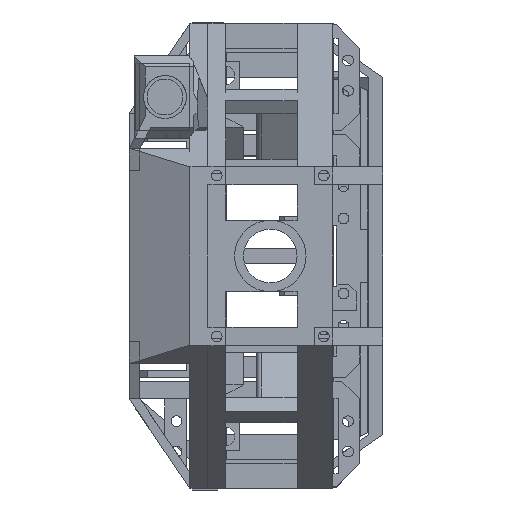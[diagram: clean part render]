
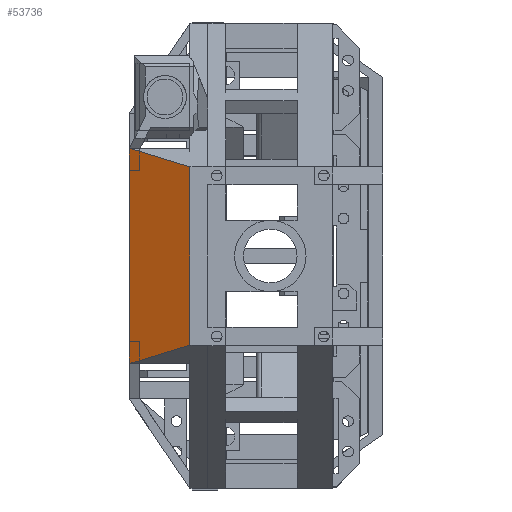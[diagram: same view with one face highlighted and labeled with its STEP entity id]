
A CAD part, left-side view. The second image highlights one B-rep face of the part: STEP entity #53736.
In plain terms, the highlighted planar face has unit normal (-0.894, 0.447, 0).
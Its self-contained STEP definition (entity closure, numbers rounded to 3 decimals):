
#1595=PLANE('',#56634);
#4011=FACE_OUTER_BOUND('',#6742,.T.);
#6742=EDGE_LOOP('',(#43329,#43330,#43331,#43332,#43333,#43334,#43335,#43336));
#11137=LINE('',#77194,#18580);
#11143=LINE('',#77206,#18586);
#11759=LINE('',#78415,#19202);
#11857=LINE('',#78606,#19300);
#11859=LINE('',#78610,#19302);
#11860=LINE('',#78611,#19303);
#11861=LINE('',#78613,#19304);
#11862=LINE('',#78614,#19305);
#18580=VECTOR('',#63003,10.);
#18586=VECTOR('',#63009,10.);
#19202=VECTOR('',#63889,10.);
#19300=VECTOR('',#64103,10.);
#19302=VECTOR('',#64107,10.);
#19303=VECTOR('',#64108,10.);
#19304=VECTOR('',#64109,10.);
#19305=VECTOR('',#64110,10.);
#25604=VERTEX_POINT('',#77191);
#25605=VERTEX_POINT('',#77193);
#25610=VERTEX_POINT('',#77203);
#25611=VERTEX_POINT('',#77205);
#26106=VERTEX_POINT('',#78603);
#26107=VERTEX_POINT('',#78605);
#26108=VERTEX_POINT('',#78609);
#26109=VERTEX_POINT('',#78612);
#31604=EDGE_CURVE('',#25604,#25605,#11137,.T.);
#31610=EDGE_CURVE('',#25610,#25611,#11143,.T.);
#32238=EDGE_CURVE('',#25610,#25605,#11759,.F.);
#32340=EDGE_CURVE('',#26106,#26107,#11857,.T.);
#32342=EDGE_CURVE('',#26106,#26108,#11859,.T.);
#32343=EDGE_CURVE('',#25611,#26108,#11860,.T.);
#32344=EDGE_CURVE('',#26109,#25604,#11861,.T.);
#32345=EDGE_CURVE('',#26109,#26107,#11862,.T.);
#43329=ORIENTED_EDGE('',*,*,#32342,.T.);
#43330=ORIENTED_EDGE('',*,*,#32343,.F.);
#43331=ORIENTED_EDGE('',*,*,#31610,.F.);
#43332=ORIENTED_EDGE('',*,*,#32238,.T.);
#43333=ORIENTED_EDGE('',*,*,#31604,.F.);
#43334=ORIENTED_EDGE('',*,*,#32344,.F.);
#43335=ORIENTED_EDGE('',*,*,#32345,.T.);
#43336=ORIENTED_EDGE('',*,*,#32340,.F.);
#53736=ADVANCED_FACE('',(#4011),#1595,.T.);
#56634=AXIS2_PLACEMENT_3D('',#78608,#64105,#64106);
#63003=DIRECTION('',(0.,0.,1.));
#63009=DIRECTION('',(0.,0.,1.));
#63889=DIRECTION('',(0.,0.,1.));
#64103=DIRECTION('',(0.,0.,-1.));
#64105=DIRECTION('center_axis',(-0.894,0.447,0.));
#64106=DIRECTION('ref_axis',(-0.447,-0.894,0.));
#64107=DIRECTION('',(0.431,0.862,0.265));
#64108=DIRECTION('',(-0.447,-0.894,0.));
#64109=DIRECTION('',(0.447,0.894,0.));
#64110=DIRECTION('',(-0.431,-0.863,0.264));
#77191=CARTESIAN_POINT('',(-241.,167.,-30.));
#77193=CARTESIAN_POINT('',(-241.,167.,-23.947));
#77194=CARTESIAN_POINT('',(-241.,167.,25.));
#77203=CARTESIAN_POINT('',(-241.,167.,23.947));
#77205=CARTESIAN_POINT('',(-241.,167.,30.));
#77206=CARTESIAN_POINT('',(-241.,167.,25.));
#78415=CARTESIAN_POINT('',(-241.,167.,2.5));
#78603=CARTESIAN_POINT('',(-249.5,150.,24.955));
#78605=CARTESIAN_POINT('',(-249.5,150.,-24.955));
#78606=CARTESIAN_POINT('',(-249.5,150.,25.));
#78608=CARTESIAN_POINT('Origin',(-241.,167.,25.));
#78609=CARTESIAN_POINT('',(-241.284,166.432,30.));
#78610=CARTESIAN_POINT('',(-247.405,154.19,26.241));
#78611=CARTESIAN_POINT('',(-241.,167.,30.));
#78612=CARTESIAN_POINT('',(-241.249,166.503,-30.));
#78613=CARTESIAN_POINT('',(-241.,167.,-30.));
#78614=CARTESIAN_POINT('',(-251.88,145.24,-23.5));
